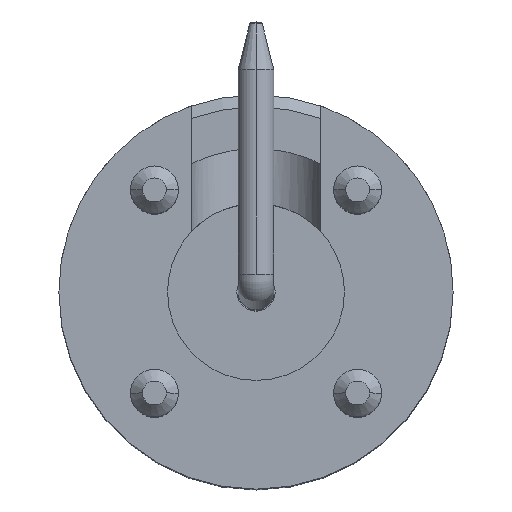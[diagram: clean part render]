
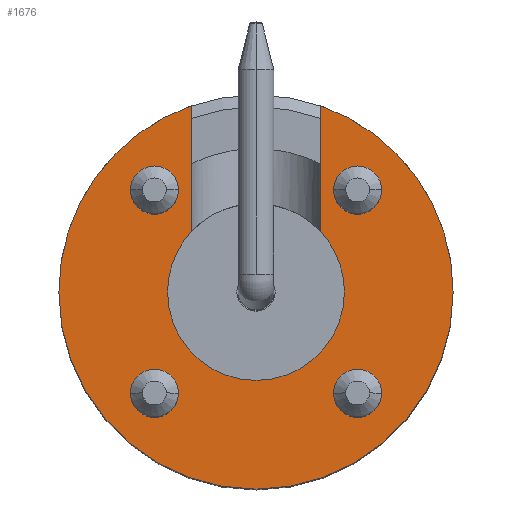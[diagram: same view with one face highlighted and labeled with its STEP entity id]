
A CAD part, top view. The second image highlights one B-rep face of the part: STEP entity #1676.
In plain terms, the highlighted planar face has unit normal (0, 0, 1).
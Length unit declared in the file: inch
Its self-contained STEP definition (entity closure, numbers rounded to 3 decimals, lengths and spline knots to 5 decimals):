
#3 = DIRECTION ( 'NONE',  ( 0., -1., 0. ) ) ;
#7 = EDGE_CURVE ( 'NONE', #1864, #119, #2094, .T. ) ;
#9 = CARTESIAN_POINT ( 'NONE',  ( -0.027, 0.07796, 0. ) ) ;
#52 = EDGE_CURVE ( 'NONE', #119, #1864, #1006, .T. ) ;
#56 = CARTESIAN_POINT ( 'NONE',  ( 0., 0., 0. ) ) ;
#77 = CARTESIAN_POINT ( 'NONE',  ( 0.0425, 0.0425, 0. ) ) ;
#105 = CIRCLE ( 'NONE', #1475, 0.01 ) ;
#113 = DIRECTION ( 'NONE',  ( 0., 0., 1. ) ) ;
#119 = VERTEX_POINT ( 'NONE', #1805 ) ;
#134 = CARTESIAN_POINT ( 'NONE',  ( 0., 0., 0. ) ) ;
#136 = EDGE_LOOP ( 'NONE', ( #2048, #2236 ) ) ;
#175 = VERTEX_POINT ( 'NONE', #2167 ) ;
#185 = CARTESIAN_POINT ( 'NONE',  ( 0.0525, -0.0425, 0. ) ) ;
#199 = CARTESIAN_POINT ( 'NONE',  ( 0.0325, -0.0425, 0. ) ) ;
#212 = CARTESIAN_POINT ( 'NONE',  ( -0.027, 0.1, 0. ) ) ;
#218 = VERTEX_POINT ( 'NONE', #2206 ) ;
#223 = DIRECTION ( 'NONE',  ( 0., -1., 0. ) ) ;
#227 = CIRCLE ( 'NONE', #1704, 0.01 ) ;
#228 = AXIS2_PLACEMENT_3D ( 'NONE', #434, #1769, #446 ) ;
#253 = DIRECTION ( 'NONE',  ( 0., 0., 1. ) ) ;
#254 = VERTEX_POINT ( 'NONE', #185 ) ;
#291 = DIRECTION ( 'NONE',  ( 1., 0., 0. ) ) ;
#295 = CARTESIAN_POINT ( 'NONE',  ( 0.037, 0., 0. ) ) ;
#304 = EDGE_CURVE ( 'NONE', #2379, #942, #1898, .T. ) ;
#325 = EDGE_CURVE ( 'NONE', #484, #254, #1705, .T. ) ;
#384 = CIRCLE ( 'NONE', #688, 0.037 ) ;
#412 = DIRECTION ( 'NONE',  ( 1., 0., 0. ) ) ;
#425 = CIRCLE ( 'NONE', #1906, 0.037 ) ;
#434 = CARTESIAN_POINT ( 'NONE',  ( 0.0425, 0.0425, 0. ) ) ;
#435 = DIRECTION ( 'NONE',  ( 1., 0., 0. ) ) ;
#441 = CARTESIAN_POINT ( 'NONE',  ( 0.0825, 0., 0. ) ) ;
#446 = DIRECTION ( 'NONE',  ( 1., 0., 0. ) ) ;
#469 = CARTESIAN_POINT ( 'NONE',  ( -0.0425, 0.0425, 0. ) ) ;
#470 = VERTEX_POINT ( 'NONE', #728 ) ;
#484 = VERTEX_POINT ( 'NONE', #199 ) ;
#514 = CARTESIAN_POINT ( 'NONE',  ( 0.027, 0.07796, 0. ) ) ;
#536 = CIRCLE ( 'NONE', #1819, 0.037 ) ;
#541 = CIRCLE ( 'NONE', #1327, 0.0825 ) ;
#546 = ORIENTED_EDGE ( 'NONE', *, *, #2178, .T. ) ;
#571 = EDGE_CURVE ( 'NONE', #1694, #175, #1885, .T. ) ;
#613 = DIRECTION ( 'NONE',  ( 1., 0., 0. ) ) ;
#614 = ORIENTED_EDGE ( 'NONE', *, *, #788, .F. ) ;
#624 = AXIS2_PLACEMENT_3D ( 'NONE', #1023, #1049, #870 ) ;
#667 = EDGE_CURVE ( 'NONE', #254, #484, #105, .T. ) ;
#683 = FACE_BOUND ( 'NONE', #2016, .T. ) ;
#688 = AXIS2_PLACEMENT_3D ( 'NONE', #134, #2188, #933 ) ;
#691 = AXIS2_PLACEMENT_3D ( 'NONE', #469, #1902, #1918 ) ;
#694 = CARTESIAN_POINT ( 'NONE',  ( 0., 0., 0. ) ) ;
#703 = EDGE_CURVE ( 'NONE', #218, #707, #1044, .T. ) ;
#707 = VERTEX_POINT ( 'NONE', #441 ) ;
#717 = CARTESIAN_POINT ( 'NONE',  ( 0., 0., 0. ) ) ;
#728 = CARTESIAN_POINT ( 'NONE',  ( -0.0325, -0.0425, 0. ) ) ;
#749 = PLANE ( 'NONE',  #2290 ) ;
#759 = DIRECTION ( 'NONE',  ( 1., 0., 0. ) ) ;
#774 = EDGE_LOOP ( 'NONE', ( #1193, #2052 ) ) ;
#782 = CARTESIAN_POINT ( 'NONE',  ( 0., 0., 0. ) ) ;
#788 = EDGE_CURVE ( 'NONE', #470, #967, #1672, .T. ) ;
#802 = CARTESIAN_POINT ( 'NONE',  ( 0.0425, -0.0425, 0. ) ) ;
#862 = DIRECTION ( 'NONE',  ( 0., 0., 1. ) ) ;
#866 = FACE_BOUND ( 'NONE', #136, .T. ) ;
#870 = DIRECTION ( 'NONE',  ( 1., 0., 0. ) ) ;
#883 = ORIENTED_EDGE ( 'NONE', *, *, #703, .T. ) ;
#926 = DIRECTION ( 'NONE',  ( 1., 0., 0. ) ) ;
#933 = DIRECTION ( 'NONE',  ( 1., 0., 0. ) ) ;
#942 = VERTEX_POINT ( 'NONE', #1667 ) ;
#967 = VERTEX_POINT ( 'NONE', #1449 ) ;
#1006 = CIRCLE ( 'NONE', #1666, 0.01 ) ;
#1023 = CARTESIAN_POINT ( 'NONE',  ( -0.0425, -0.0425, 0. ) ) ;
#1038 = FACE_BOUND ( 'NONE', #1614, .T. ) ;
#1044 = CIRCLE ( 'NONE', #1358, 0.0825 ) ;
#1049 = DIRECTION ( 'NONE',  ( 0., 0., 1. ) ) ;
#1054 = FACE_BOUND ( 'NONE', #774, .T. ) ;
#1055 = ORIENTED_EDGE ( 'NONE', *, *, #1464, .F. ) ;
#1143 = ORIENTED_EDGE ( 'NONE', *, *, #304, .T. ) ;
#1172 = DIRECTION ( 'NONE',  ( 1., 0., 0. ) ) ;
#1193 = ORIENTED_EDGE ( 'NONE', *, *, #1266, .F. ) ;
#1200 = DIRECTION ( 'NONE',  ( 0., 0., 1. ) ) ;
#1266 = EDGE_CURVE ( 'NONE', #1454, #2369, #227, .T. ) ;
#1276 = AXIS2_PLACEMENT_3D ( 'NONE', #1300, #113, #613 ) ;
#1281 = ORIENTED_EDGE ( 'NONE', *, *, #1343, .F. ) ;
#1300 = CARTESIAN_POINT ( 'NONE',  ( 0.0425, -0.0425, 0. ) ) ;
#1327 = AXIS2_PLACEMENT_3D ( 'NONE', #694, #862, #1956 ) ;
#1343 = EDGE_CURVE ( 'NONE', #175, #2232, #384, .T. ) ;
#1358 = AXIS2_PLACEMENT_3D ( 'NONE', #782, #2279, #2106 ) ;
#1368 = CARTESIAN_POINT ( 'NONE',  ( -0.037, 0., 0. ) ) ;
#1384 = ORIENTED_EDGE ( 'NONE', *, *, #325, .F. ) ;
#1391 = VECTOR ( 'NONE', #223, 39.37008 ) ;
#1398 = VECTOR ( 'NONE', #3, 39.37008 ) ;
#1428 = ORIENTED_EDGE ( 'NONE', *, *, #1957, .F. ) ;
#1449 = CARTESIAN_POINT ( 'NONE',  ( -0.0525, -0.0425, 0. ) ) ;
#1454 = VERTEX_POINT ( 'NONE', #1561 ) ;
#1457 = EDGE_CURVE ( 'NONE', #2232, #2034, #536, .T. ) ;
#1464 = EDGE_CURVE ( 'NONE', #2034, #942, #425, .T. ) ;
#1475 = AXIS2_PLACEMENT_3D ( 'NONE', #802, #1732, #1723 ) ;
#1496 = CARTESIAN_POINT ( 'NONE',  ( 0., 0., 0. ) ) ;
#1506 = ORIENTED_EDGE ( 'NONE', *, *, #2008, .T. ) ;
#1510 = EDGE_CURVE ( 'NONE', #2369, #1454, #1746, .T. ) ;
#1517 = CIRCLE ( 'NONE', #1590, 0.01 ) ;
#1537 = DIRECTION ( 'NONE',  ( 1., 0., 0. ) ) ;
#1561 = CARTESIAN_POINT ( 'NONE',  ( -0.0525, 0.0425, 0. ) ) ;
#1590 = AXIS2_PLACEMENT_3D ( 'NONE', #2120, #1200, #412 ) ;
#1592 = DIRECTION ( 'NONE',  ( 0., 0., 1. ) ) ;
#1609 = FACE_OUTER_BOUND ( 'NONE', #1948, .T. ) ;
#1614 = EDGE_LOOP ( 'NONE', ( #1428, #614 ) ) ;
#1666 = AXIS2_PLACEMENT_3D ( 'NONE', #77, #2284, #1172 ) ;
#1667 = CARTESIAN_POINT ( 'NONE',  ( 0.027, 0.0253, 0. ) ) ;
#1672 = CIRCLE ( 'NONE', #624, 0.01 ) ;
#1676 = ADVANCED_FACE ( 'NONE', ( #1054, #866, #683, #1038, #1609 ), #749, .T. ) ;
#1694 = VERTEX_POINT ( 'NONE', #9 ) ;
#1704 = AXIS2_PLACEMENT_3D ( 'NONE', #1963, #1592, #291 ) ;
#1705 = CIRCLE ( 'NONE', #1276, 0.01 ) ;
#1723 = DIRECTION ( 'NONE',  ( 1., 0., 0. ) ) ;
#1732 = DIRECTION ( 'NONE',  ( 0., 0., 1. ) ) ;
#1737 = CARTESIAN_POINT ( 'NONE',  ( 0.0525, 0.0425, 0. ) ) ;
#1746 = CIRCLE ( 'NONE', #691, 0.01 ) ;
#1769 = DIRECTION ( 'NONE',  ( 0., 0., 1. ) ) ;
#1805 = CARTESIAN_POINT ( 'NONE',  ( 0.0325, 0.0425, 0. ) ) ;
#1819 = AXIS2_PLACEMENT_3D ( 'NONE', #2296, #1928, #435 ) ;
#1847 = ORIENTED_EDGE ( 'NONE', *, *, #1457, .F. ) ;
#1849 = ORIENTED_EDGE ( 'NONE', *, *, #571, .F. ) ;
#1858 = CARTESIAN_POINT ( 'NONE',  ( 0.027, 0.1, 0. ) ) ;
#1864 = VERTEX_POINT ( 'NONE', #1737 ) ;
#1885 = LINE ( 'NONE', #212, #1398 ) ;
#1898 = LINE ( 'NONE', #1858, #1391 ) ;
#1902 = DIRECTION ( 'NONE',  ( 0., 0., 1. ) ) ;
#1906 = AXIS2_PLACEMENT_3D ( 'NONE', #56, #253, #1537 ) ;
#1913 = AXIS2_PLACEMENT_3D ( 'NONE', #717, #2066, #926 ) ;
#1918 = DIRECTION ( 'NONE',  ( 1., 0., 0. ) ) ;
#1928 = DIRECTION ( 'NONE',  ( 0., 0., 1. ) ) ;
#1948 = EDGE_LOOP ( 'NONE', ( #1281, #1849, #546, #883, #1506, #1143, #1055, #1847 ) ) ;
#1956 = DIRECTION ( 'NONE',  ( 1., 0., 0. ) ) ;
#1957 = EDGE_CURVE ( 'NONE', #967, #470, #1517, .T. ) ;
#1963 = CARTESIAN_POINT ( 'NONE',  ( -0.0425, 0.0425, 0. ) ) ;
#1984 = ORIENTED_EDGE ( 'NONE', *, *, #667, .F. ) ;
#2008 = EDGE_CURVE ( 'NONE', #707, #2379, #541, .T. ) ;
#2016 = EDGE_LOOP ( 'NONE', ( #1384, #1984 ) ) ;
#2034 = VERTEX_POINT ( 'NONE', #295 ) ;
#2048 = ORIENTED_EDGE ( 'NONE', *, *, #52, .F. ) ;
#2052 = ORIENTED_EDGE ( 'NONE', *, *, #1510, .F. ) ;
#2066 = DIRECTION ( 'NONE',  ( 0., 0., 1. ) ) ;
#2094 = CIRCLE ( 'NONE', #228, 0.01 ) ;
#2106 = DIRECTION ( 'NONE',  ( 1., 0., 0. ) ) ;
#2120 = CARTESIAN_POINT ( 'NONE',  ( -0.0425, -0.0425, 0. ) ) ;
#2136 = CIRCLE ( 'NONE', #1913, 0.0825 ) ;
#2167 = CARTESIAN_POINT ( 'NONE',  ( -0.027, 0.0253, 0. ) ) ;
#2178 = EDGE_CURVE ( 'NONE', #1694, #218, #2136, .T. ) ;
#2188 = DIRECTION ( 'NONE',  ( 0., 0., 1. ) ) ;
#2206 = CARTESIAN_POINT ( 'NONE',  ( -0.0825, 0., 0. ) ) ;
#2211 = DIRECTION ( 'NONE',  ( 0., 0., 1. ) ) ;
#2228 = CARTESIAN_POINT ( 'NONE',  ( -0.0325, 0.0425, 0. ) ) ;
#2232 = VERTEX_POINT ( 'NONE', #1368 ) ;
#2236 = ORIENTED_EDGE ( 'NONE', *, *, #7, .F. ) ;
#2279 = DIRECTION ( 'NONE',  ( 0., 0., 1. ) ) ;
#2284 = DIRECTION ( 'NONE',  ( 0., 0., 1. ) ) ;
#2290 = AXIS2_PLACEMENT_3D ( 'NONE', #1496, #2211, #759 ) ;
#2296 = CARTESIAN_POINT ( 'NONE',  ( 0., 0., 0. ) ) ;
#2369 = VERTEX_POINT ( 'NONE', #2228 ) ;
#2379 = VERTEX_POINT ( 'NONE', #514 ) ;
